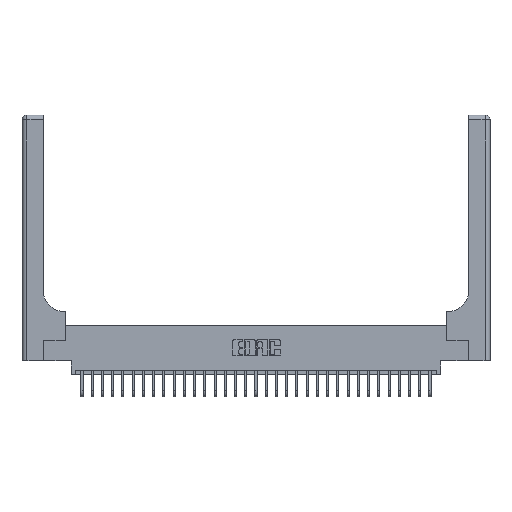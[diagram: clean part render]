
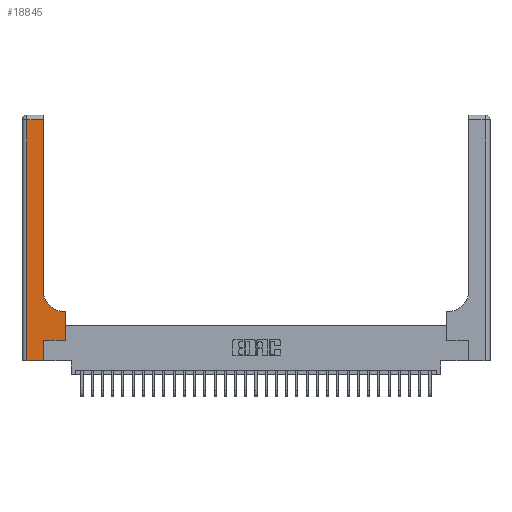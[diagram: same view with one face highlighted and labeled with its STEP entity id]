
A CAD part, top view. The second image highlights one B-rep face of the part: STEP entity #18845.
In plain terms, the highlighted planar face has unit normal (0, 0, 1).
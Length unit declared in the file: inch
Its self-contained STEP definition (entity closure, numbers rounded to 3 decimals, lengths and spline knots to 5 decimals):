
#90 = EDGE_CURVE ( 'NONE', #7287, #6722, #21835, .T. ) ;
#486 = EDGE_CURVE ( 'NONE', #13829, #26789, #10962, .T. ) ;
#1082 = DIRECTION ( 'NONE',  ( 0., 0., -1. ) ) ;
#2136 = LINE ( 'NONE', #10933, #26138 ) ;
#3439 = AXIS2_PLACEMENT_3D ( 'NONE', #19044, #1082, #12170 ) ;
#3550 = VECTOR ( 'NONE', #11569, 39.37008 ) ;
#5194 = ORIENTED_EDGE ( 'NONE', *, *, #19361, .T. ) ;
#5556 = VECTOR ( 'NONE', #18176, 39.37008 ) ;
#5713 = VECTOR ( 'NONE', #5891, 39.37008 ) ;
#5891 = DIRECTION ( 'NONE',  ( 1., 0., 0. ) ) ;
#6635 = DIRECTION ( 'NONE',  ( -1., 0., 0. ) ) ;
#6722 = VERTEX_POINT ( 'NONE', #6824 ) ;
#6824 = CARTESIAN_POINT ( 'NONE',  ( 0.528, 0.6, 0.37 ) ) ;
#7287 = VERTEX_POINT ( 'NONE', #13611 ) ;
#8019 = CIRCLE ( 'NONE', #3439, 0.25 ) ;
#8117 = ORIENTED_EDGE ( 'NONE', *, *, #10300, .T. ) ;
#8350 = VECTOR ( 'NONE', #22993, 39.37008 ) ;
#8955 = DIRECTION ( 'NONE',  ( 1., 0., 0. ) ) ;
#9468 = ORIENTED_EDGE ( 'NONE', *, *, #26131, .T. ) ;
#10300 = EDGE_CURVE ( 'NONE', #6722, #24340, #15607, .T. ) ;
#10547 = ORIENTED_EDGE ( 'NONE', *, *, #90, .T. ) ;
#10627 = ORIENTED_EDGE ( 'NONE', *, *, #17193, .T. ) ;
#10767 = CARTESIAN_POINT ( 'NONE',  ( 0.265, 0.25, 0.37 ) ) ;
#10811 = AXIS2_PLACEMENT_3D ( 'NONE', #23872, #26200, #26071 ) ;
#10933 = CARTESIAN_POINT ( 'NONE',  ( 0., 2.94, 0.37 ) ) ;
#10962 = LINE ( 'NONE', #13510, #27250 ) ;
#11087 = EDGE_CURVE ( 'NONE', #23150, #13829, #20928, .T. ) ;
#11158 = CARTESIAN_POINT ( 'NONE',  ( 0.26, 0.85, 0.37 ) ) ;
#11283 = LINE ( 'NONE', #17689, #3550 ) ;
#11569 = DIRECTION ( 'NONE',  ( 0., 1., 0. ) ) ;
#12096 = ORIENTED_EDGE ( 'NONE', *, *, #15849, .T. ) ;
#12170 = DIRECTION ( 'NONE',  ( 1., 0., 0. ) ) ;
#13025 = PLANE ( 'NONE',  #10811 ) ;
#13180 = VERTEX_POINT ( 'NONE', #11158 ) ;
#13309 = FACE_OUTER_BOUND ( 'NONE', #23624, .T. ) ;
#13510 = CARTESIAN_POINT ( 'NONE',  ( 0., 0., 0.37 ) ) ;
#13611 = CARTESIAN_POINT ( 'NONE',  ( 0.528, 0.25, 0.37 ) ) ;
#13770 = CARTESIAN_POINT ( 'NONE',  ( 0.265, 0., 0.37 ) ) ;
#13809 = VECTOR ( 'NONE', #21701, 39.37008 ) ;
#13829 = VERTEX_POINT ( 'NONE', #18849 ) ;
#14094 = CARTESIAN_POINT ( 'NONE',  ( 0.06, 2.94, 0.37 ) ) ;
#14182 = CARTESIAN_POINT ( 'NONE',  ( 0.06, 3., 0.37 ) ) ;
#14639 = LINE ( 'NONE', #27815, #5713 ) ;
#14641 = ORIENTED_EDGE ( 'NONE', *, *, #486, .T. ) ;
#15607 = LINE ( 'NONE', #26777, #5556 ) ;
#15849 = EDGE_CURVE ( 'NONE', #25215, #7287, #14639, .T. ) ;
#17193 = EDGE_CURVE ( 'NONE', #24340, #13180, #8019, .T. ) ;
#17689 = CARTESIAN_POINT ( 'NONE',  ( 0.26, 3., 0.37 ) ) ;
#18089 = ORIENTED_EDGE ( 'NONE', *, *, #11087, .T. ) ;
#18176 = DIRECTION ( 'NONE',  ( -1., 0., 0. ) ) ;
#18845 = ADVANCED_FACE ( 'NONE', ( #13309 ), #13025, .F. ) ;
#18849 = CARTESIAN_POINT ( 'NONE',  ( 0.06, 0., 0.37 ) ) ;
#19009 = LINE ( 'NONE', #25579, #27423 ) ;
#19044 = CARTESIAN_POINT ( 'NONE',  ( 0.51, 0.85, 0.37 ) ) ;
#19361 = EDGE_CURVE ( 'NONE', #26789, #25215, #19009, .T. ) ;
#20928 = LINE ( 'NONE', #14182, #8350 ) ;
#21701 = DIRECTION ( 'NONE',  ( 0., 1., 0. ) ) ;
#21835 = LINE ( 'NONE', #26080, #13809 ) ;
#22211 = ORIENTED_EDGE ( 'NONE', *, *, #25915, .T. ) ;
#22743 = CARTESIAN_POINT ( 'NONE',  ( 0.51, 0.6, 0.37 ) ) ;
#22993 = DIRECTION ( 'NONE',  ( 0., -1., 0. ) ) ;
#23150 = VERTEX_POINT ( 'NONE', #14094 ) ;
#23624 = EDGE_LOOP ( 'NONE', ( #22211, #9468, #18089, #14641, #5194, #12096, #10547, #8117, #10627 ) ) ;
#23872 = CARTESIAN_POINT ( 'NONE',  ( 0., 3., 0.37 ) ) ;
#24340 = VERTEX_POINT ( 'NONE', #22743 ) ;
#24896 = CARTESIAN_POINT ( 'NONE',  ( 0.26, 2.94, 0.37 ) ) ;
#25215 = VERTEX_POINT ( 'NONE', #10767 ) ;
#25579 = CARTESIAN_POINT ( 'NONE',  ( 0.265, 0., 0.37 ) ) ;
#25915 = EDGE_CURVE ( 'NONE', #13180, #28436, #11283, .T. ) ;
#26071 = DIRECTION ( 'NONE',  ( -1., 0., 0. ) ) ;
#26080 = CARTESIAN_POINT ( 'NONE',  ( 0.528, 0.25, 0.37 ) ) ;
#26131 = EDGE_CURVE ( 'NONE', #28436, #23150, #2136, .T. ) ;
#26138 = VECTOR ( 'NONE', #6635, 39.37008 ) ;
#26200 = DIRECTION ( 'NONE',  ( 0., 0., -1. ) ) ;
#26777 = CARTESIAN_POINT ( 'NONE',  ( 0.26, 0.6, 0.37 ) ) ;
#26789 = VERTEX_POINT ( 'NONE', #13770 ) ;
#27250 = VECTOR ( 'NONE', #8955, 39.37008 ) ;
#27423 = VECTOR ( 'NONE', #27893, 39.37008 ) ;
#27815 = CARTESIAN_POINT ( 'NONE',  ( 0.265, 0.25, 0.37 ) ) ;
#27893 = DIRECTION ( 'NONE',  ( 0., 1., 0. ) ) ;
#28436 = VERTEX_POINT ( 'NONE', #24896 ) ;
